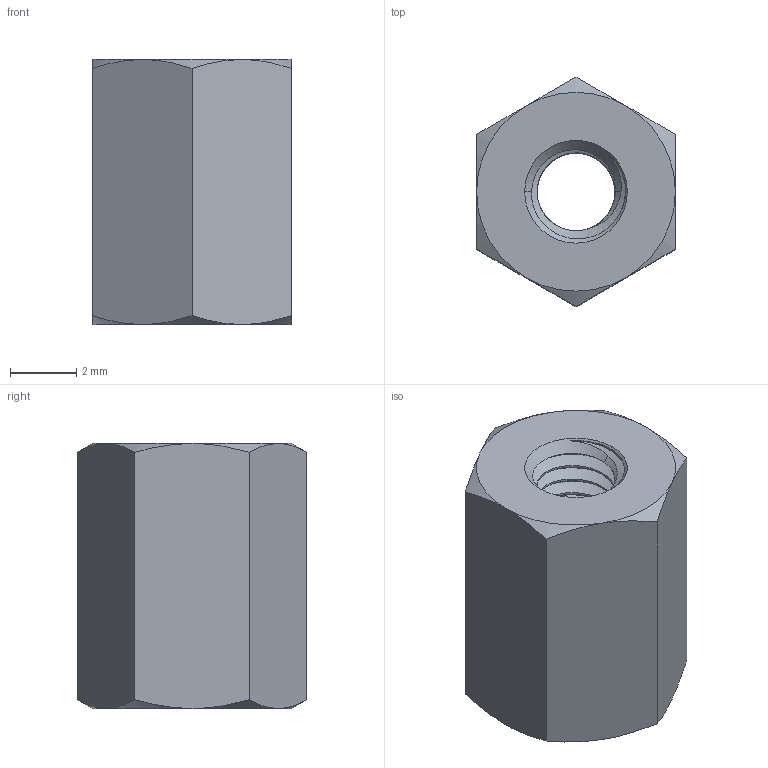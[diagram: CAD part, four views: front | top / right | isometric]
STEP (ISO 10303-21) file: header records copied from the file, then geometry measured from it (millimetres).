
FILE_DESCRIPTION (( 'STEP AP203' ), '1' );
FILE_NAME ('95947A033.step', '2015-09-03T14:10:08', ( '' ), ( '' ), 'SwSTEP 2.0', 'SolidWorks 2010', '' );
FILE_SCHEMA (( 'CONFIG_CONTROL_DESIGN' ));
Length unit declared in the file: millimetre
Products named in the file (1): 95947A033
Bounding box: 6 x 6.93 x 8 mm (x, y, z)
Volume: 203.1 mm3; surface area: 327.5 mm2
Topology: 1 solids, 1 shells, 62 faces, 168 edges, 108 vertices
Faces by surface type: cylinder 33, cone 18, plane 8, bspline 3
Entity records: 4034 total; most frequent: CARTESIAN_POINT 2670, ORIENTED_EDGE 336, DIRECTION 200, EDGE_CURVE 168, VERTEX_POINT 108, AXIS2_PLACEMENT_3D 78, EDGE_LOOP 64, FACE_OUTER_BOUND 62
